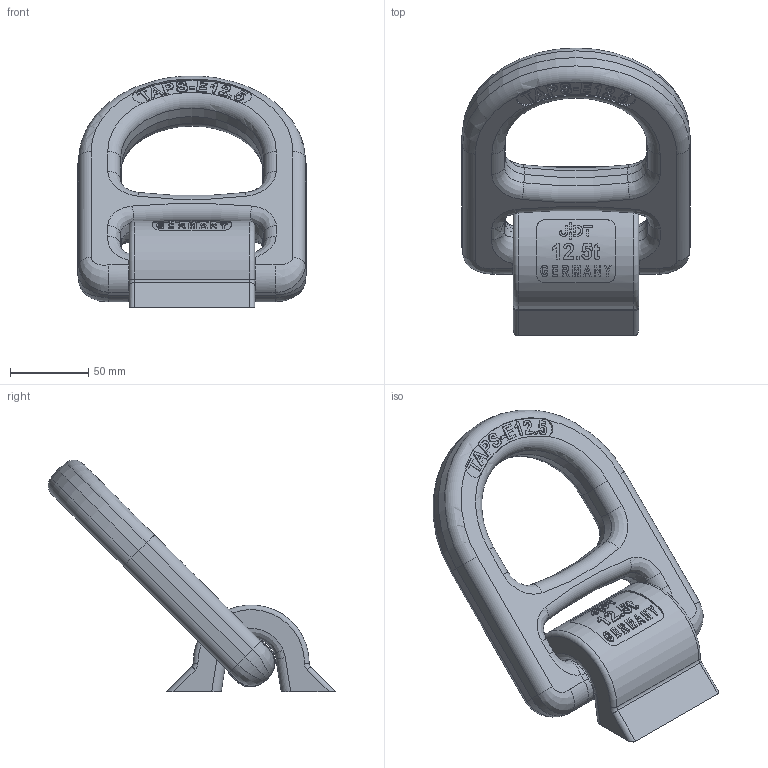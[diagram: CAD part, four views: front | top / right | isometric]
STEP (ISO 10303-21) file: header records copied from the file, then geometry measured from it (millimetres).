
FILE_DESCRIPTION(/* description */ (''),/* implementation_level */ '2;1');
FILE_NAME(/* name */ 'TAPS-E 12.5 45°.stp',/* time_stamp */ '2022-05-23T11:42:12+02:00',/* author */ (''),/* organization */ (''),/* preprocessor_version */ 'ST-DEVELOPER v16',/* originating_system */ 'SIEMENS PLM Software NX 11.0',/* authorisation */ '');
FILE_SCHEMA (('AUTOMOTIVE_DESIGN { 1 0 10303 214 3 1 1 1 }'));
Length unit declared in the file: millimetre
Products named in the file (1): CAD0056455_001_TAPS-E 12.5
Bounding box: 146 x 183.47 x 148 mm (x, y, z)
Volume: 626787.7 mm3; surface area: 85903.5 mm2
Topology: 2 solids, 2 shells, 491 faces, 1263 edges, 806 vertices
Faces by surface type: plane 227, extrusion 90, cylinder 88, bspline 56, cone 16, torus 14
Entity records: 19664 total; most frequent: CARTESIAN_POINT 8654, ORIENTED_EDGE 2526, DIRECTION 1847, EDGE_CURVE 1263, VERTEX_POINT 806, AXIS2_PLACEMENT_3D 620, VECTOR 607, B_SPLINE_CURVE_WITH_KNOTS 536
